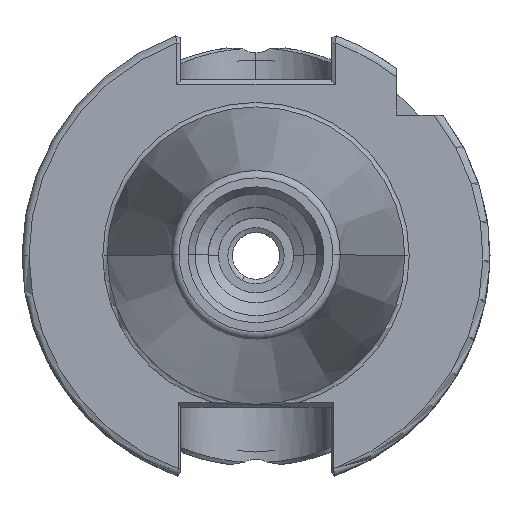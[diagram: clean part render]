
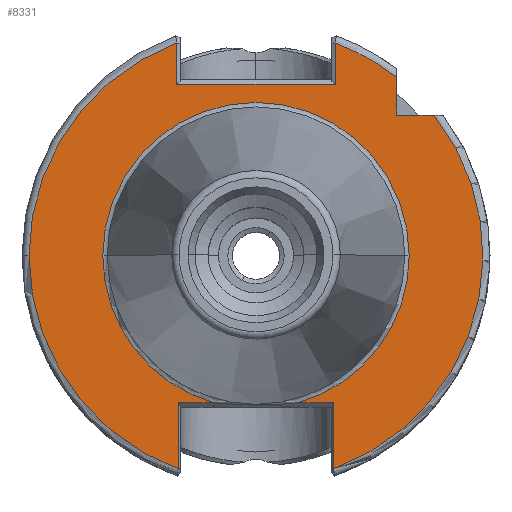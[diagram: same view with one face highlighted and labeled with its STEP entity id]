
A CAD part, top view. The second image highlights one B-rep face of the part: STEP entity #8331.
In plain terms, the highlighted planar face has unit normal (0, 0, 1).
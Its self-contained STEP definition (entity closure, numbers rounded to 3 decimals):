
#90 = AXIS2_PLACEMENT_3D ( 'NONE', #16303, #4706, #18278 ) ;
#330 = DIRECTION ( 'NONE',  ( 0., 0., 1. ) ) ;
#484 = CARTESIAN_POINT ( 'NONE',  ( 15., 19.022, -3.2 ) ) ;
#657 = LINE ( 'NONE', #16963, #5783 ) ;
#786 = CARTESIAN_POINT ( 'NONE',  ( 15., 25.813, -3.2 ) ) ;
#1062 = ORIENTED_EDGE ( 'NONE', *, *, #10132, .T. ) ;
#1082 = ORIENTED_EDGE ( 'NONE', *, *, #18477, .T. ) ;
#1193 = EDGE_CURVE ( 'NONE', #9508, #16788, #22004, .T. ) ;
#1229 = ORIENTED_EDGE ( 'NONE', *, *, #2099, .T. ) ;
#1317 = DIRECTION ( 'NONE',  ( -1., 0., 0. ) ) ;
#1372 = DIRECTION ( 'NONE',  ( -1., 0., 0. ) ) ;
#2099 = EDGE_CURVE ( 'NONE', #9435, #7924, #22713, .T. ) ;
#2227 = DIRECTION ( 'NONE',  ( 1., 0., 0. ) ) ;
#2838 = ORIENTED_EDGE ( 'NONE', *, *, #1193, .T. ) ;
#2882 = ORIENTED_EDGE ( 'NONE', *, *, #11989, .T. ) ;
#3047 = CARTESIAN_POINT ( 'NONE',  ( 0., 0., -3.2 ) ) ;
#3284 = CARTESIAN_POINT ( 'NONE',  ( 8.288, -22.763, -3.2 ) ) ;
#3339 = CARTESIAN_POINT ( 'NONE',  ( 8.288, 24.975, -3.2 ) ) ;
#3376 = CARTESIAN_POINT ( 'NONE',  ( 8.478, 18.3, -3.2 ) ) ;
#3417 = ORIENTED_EDGE ( 'NONE', *, *, #14083, .T. ) ;
#3487 = ORIENTED_EDGE ( 'NONE', *, *, #6100, .T. ) ;
#3869 = CIRCLE ( 'NONE', #90, 16.35 ) ;
#4706 = DIRECTION ( 'NONE',  ( 0., 0., -1. ) ) ;
#4977 = DIRECTION ( 'NONE',  ( -1., 0., 0. ) ) ;
#4988 = EDGE_CURVE ( 'NONE', #12302, #16502, #10832, .T. ) ;
#5139 = LINE ( 'NONE', #9027, #14848 ) ;
#5234 = AXIS2_PLACEMENT_3D ( 'NONE', #6894, #20467, #8848 ) ;
#5553 = EDGE_CURVE ( 'NONE', #21646, #11310, #23051, .T. ) ;
#5709 = VERTEX_POINT ( 'NONE', #7381 ) ;
#5783 = VECTOR ( 'NONE', #6715, 1000. ) ;
#6100 = EDGE_CURVE ( 'NONE', #5709, #18904, #3869, .T. ) ;
#6320 = CARTESIAN_POINT ( 'NONE',  ( 4.564, -15.7, -3.2 ) ) ;
#6327 = VERTEX_POINT ( 'NONE', #3376 ) ;
#6715 = DIRECTION ( 'NONE',  ( 0., -1., 0. ) ) ;
#6769 = ORIENTED_EDGE ( 'NONE', *, *, #20331, .F. ) ;
#6894 = CARTESIAN_POINT ( 'NONE',  ( 0., 0., -3.2 ) ) ;
#6954 = ORIENTED_EDGE ( 'NONE', *, *, #23432, .T. ) ;
#7145 = VECTOR ( 'NONE', #2227, 1000. ) ;
#7189 = EDGE_CURVE ( 'NONE', #24519, #8272, #13846, .T. ) ;
#7220 = VECTOR ( 'NONE', #22838, 1000. ) ;
#7272 = ORIENTED_EDGE ( 'NONE', *, *, #14760, .T. ) ;
#7381 = CARTESIAN_POINT ( 'NONE',  ( -16.35, 0., -3.2 ) ) ;
#7699 = VECTOR ( 'NONE', #19528, 1000. ) ;
#7924 = VERTEX_POINT ( 'NONE', #18750 ) ;
#8196 = CARTESIAN_POINT ( 'NONE',  ( 8.478, 22.693, -3.2 ) ) ;
#8272 = VERTEX_POINT ( 'NONE', #8196 ) ;
#8331 = ADVANCED_FACE ( 'NONE', ( #11046 ), #12081, .F. ) ;
#8401 = DIRECTION ( 'NONE',  ( 0., 0., 1. ) ) ;
#8848 = DIRECTION ( 'NONE',  ( -1., 0., 0. ) ) ;
#8948 = DIRECTION ( 'NONE',  ( 0., 1., 0. ) ) ;
#9027 = CARTESIAN_POINT ( 'NONE',  ( -8.288, 24.975, -3.2 ) ) ;
#9178 = CARTESIAN_POINT ( 'NONE',  ( -8.478, 22.693, -3.2 ) ) ;
#9435 = VERTEX_POINT ( 'NONE', #21864 ) ;
#9451 = ORIENTED_EDGE ( 'NONE', *, *, #5553, .F. ) ;
#9508 = VERTEX_POINT ( 'NONE', #6320 ) ;
#10132 = EDGE_CURVE ( 'NONE', #18904, #9508, #14290, .T. ) ;
#10190 = AXIS2_PLACEMENT_3D ( 'NONE', #3047, #16584, #4977 ) ;
#10224 = CARTESIAN_POINT ( 'NONE',  ( 0., 24.975, -3.2 ) ) ;
#10306 = CIRCLE ( 'NONE', #10190, 16.35 ) ;
#10553 = DIRECTION ( 'NONE',  ( -1., 0., 0. ) ) ;
#10686 = LINE ( 'NONE', #786, #21061 ) ;
#10832 = CIRCLE ( 'NONE', #11194, 24.225 ) ;
#10869 = LINE ( 'NONE', #22201, #23078 ) ;
#11046 = FACE_OUTER_BOUND ( 'NONE', #14461, .T. ) ;
#11194 = AXIS2_PLACEMENT_3D ( 'NONE', #20025, #8401, #21984 ) ;
#11310 = VERTEX_POINT ( 'NONE', #18348 ) ;
#11726 = LINE ( 'NONE', #3339, #22068 ) ;
#11863 = CARTESIAN_POINT ( 'NONE',  ( 0., 0., -3.2 ) ) ;
#11989 = EDGE_CURVE ( 'NONE', #18510, #11310, #21186, .T. ) ;
#12017 = EDGE_CURVE ( 'NONE', #16788, #18510, #11726, .T. ) ;
#12081 = PLANE ( 'NONE',  #20538 ) ;
#12160 = DIRECTION ( 'NONE',  ( -1., 0., 0. ) ) ;
#12302 = VERTEX_POINT ( 'NONE', #9178 ) ;
#12435 = ORIENTED_EDGE ( 'NONE', *, *, #4988, .T. ) ;
#12698 = DIRECTION ( 'NONE',  ( 1., 0., 0. ) ) ;
#12894 = DIRECTION ( 'NONE',  ( 0., 0., 1. ) ) ;
#12940 = DIRECTION ( 'NONE',  ( 0., 0., -1. ) ) ;
#13495 = ORIENTED_EDGE ( 'NONE', *, *, #23904, .T. ) ;
#13826 = DIRECTION ( 'NONE',  ( -1., 0., 0. ) ) ;
#13846 = CIRCLE ( 'NONE', #5234, 24.225 ) ;
#13931 = ORIENTED_EDGE ( 'NONE', *, *, #12017, .T. ) ;
#13941 = CARTESIAN_POINT ( 'NONE',  ( 15., 15., -3.2 ) ) ;
#14083 = EDGE_CURVE ( 'NONE', #20704, #12302, #23196, .T. ) ;
#14116 = EDGE_CURVE ( 'NONE', #16502, #20646, #22576, .T. ) ;
#14290 = CIRCLE ( 'NONE', #17070, 16.35 ) ;
#14302 = DIRECTION ( 'NONE',  ( 0., -1., 0. ) ) ;
#14461 = EDGE_LOOP ( 'NONE', ( #7272, #3487, #1062, #2838, #13931, #2882, #9451, #6769, #19522, #6954, #13495, #3417, #12435, #20134, #1082, #1229 ) ) ;
#14760 = EDGE_CURVE ( 'NONE', #7924, #5709, #10306, .T. ) ;
#14848 = VECTOR ( 'NONE', #8948, 1000. ) ;
#15011 = CARTESIAN_POINT ( 'NONE',  ( -2.21, -15.7, -3.2 ) ) ;
#16303 = CARTESIAN_POINT ( 'NONE',  ( 0., 0., -3.2 ) ) ;
#16502 = VERTEX_POINT ( 'NONE', #25135 ) ;
#16584 = DIRECTION ( 'NONE',  ( 0., 0., -1. ) ) ;
#16788 = VERTEX_POINT ( 'NONE', #18526 ) ;
#16864 = DIRECTION ( 'NONE',  ( 0., -1., 0. ) ) ;
#16963 = CARTESIAN_POINT ( 'NONE',  ( 8.478, 18.8, -3.2 ) ) ;
#17070 = AXIS2_PLACEMENT_3D ( 'NONE', #24589, #12940, #1372 ) ;
#17559 = CARTESIAN_POINT ( 'NONE',  ( -8.478, 22.832, -3.2 ) ) ;
#17810 = AXIS2_PLACEMENT_3D ( 'NONE', #11863, #330, #13826 ) ;
#17981 = CARTESIAN_POINT ( 'NONE',  ( 16.35, 0., -3.2 ) ) ;
#18278 = DIRECTION ( 'NONE',  ( -1., 0., 0. ) ) ;
#18348 = CARTESIAN_POINT ( 'NONE',  ( 19.022, 15., -3.2 ) ) ;
#18477 = EDGE_CURVE ( 'NONE', #20646, #9435, #5139, .T. ) ;
#18510 = VERTEX_POINT ( 'NONE', #3284 ) ;
#18526 = CARTESIAN_POINT ( 'NONE',  ( 8.288, -15.7, -3.2 ) ) ;
#18750 = CARTESIAN_POINT ( 'NONE',  ( -4.564, -15.7, -3.2 ) ) ;
#18904 = VERTEX_POINT ( 'NONE', #17981 ) ;
#18992 = CARTESIAN_POINT ( 'NONE',  ( 8.05, -15.7, -3.2 ) ) ;
#19522 = ORIENTED_EDGE ( 'NONE', *, *, #7189, .T. ) ;
#19528 = DIRECTION ( 'NONE',  ( 0., 1., 0. ) ) ;
#20025 = CARTESIAN_POINT ( 'NONE',  ( 0., 0., -3.2 ) ) ;
#20134 = ORIENTED_EDGE ( 'NONE', *, *, #14116, .T. ) ;
#20331 = EDGE_CURVE ( 'NONE', #24519, #21646, #10686, .T. ) ;
#20467 = DIRECTION ( 'NONE',  ( 0., 0., 1. ) ) ;
#20538 = AXIS2_PLACEMENT_3D ( 'NONE', #10224, #23822, #12160 ) ;
#20646 = VERTEX_POINT ( 'NONE', #22981 ) ;
#20704 = VERTEX_POINT ( 'NONE', #23061 ) ;
#21061 = VECTOR ( 'NONE', #14302, 1000. ) ;
#21186 = CIRCLE ( 'NONE', #23484, 24.225 ) ;
#21299 = CARTESIAN_POINT ( 'NONE',  ( 15., 15., -3.2 ) ) ;
#21646 = VERTEX_POINT ( 'NONE', #13941 ) ;
#21864 = CARTESIAN_POINT ( 'NONE',  ( -8.288, -15.7, -3.2 ) ) ;
#21984 = DIRECTION ( 'NONE',  ( -1., 0., 0. ) ) ;
#22004 = LINE ( 'NONE', #18992, #7145 ) ;
#22068 = VECTOR ( 'NONE', #16864, 1000. ) ;
#22201 = CARTESIAN_POINT ( 'NONE',  ( -8.095, 18.3, -3.2 ) ) ;
#22416 = VECTOR ( 'NONE', #12698, 1000. ) ;
#22576 = CIRCLE ( 'NONE', #17810, 24.225 ) ;
#22713 = LINE ( 'NONE', #15011, #7220 ) ;
#22838 = DIRECTION ( 'NONE',  ( 1., 0., 0. ) ) ;
#22981 = CARTESIAN_POINT ( 'NONE',  ( -8.288, -22.763, -3.2 ) ) ;
#23051 = LINE ( 'NONE', #21299, #22416 ) ;
#23061 = CARTESIAN_POINT ( 'NONE',  ( -8.478, 18.3, -3.2 ) ) ;
#23078 = VECTOR ( 'NONE', #10553, 1000. ) ;
#23196 = LINE ( 'NONE', #17559, #7699 ) ;
#23432 = EDGE_CURVE ( 'NONE', #8272, #6327, #657, .T. ) ;
#23484 = AXIS2_PLACEMENT_3D ( 'NONE', #24536, #12894, #1317 ) ;
#23822 = DIRECTION ( 'NONE',  ( 0., 0., -1. ) ) ;
#23904 = EDGE_CURVE ( 'NONE', #6327, #20704, #10869, .T. ) ;
#24519 = VERTEX_POINT ( 'NONE', #484 ) ;
#24536 = CARTESIAN_POINT ( 'NONE',  ( 0., 0., -3.2 ) ) ;
#24589 = CARTESIAN_POINT ( 'NONE',  ( 0., 0., -3.2 ) ) ;
#25135 = CARTESIAN_POINT ( 'NONE',  ( -24.225, 0., -3.2 ) ) ;
